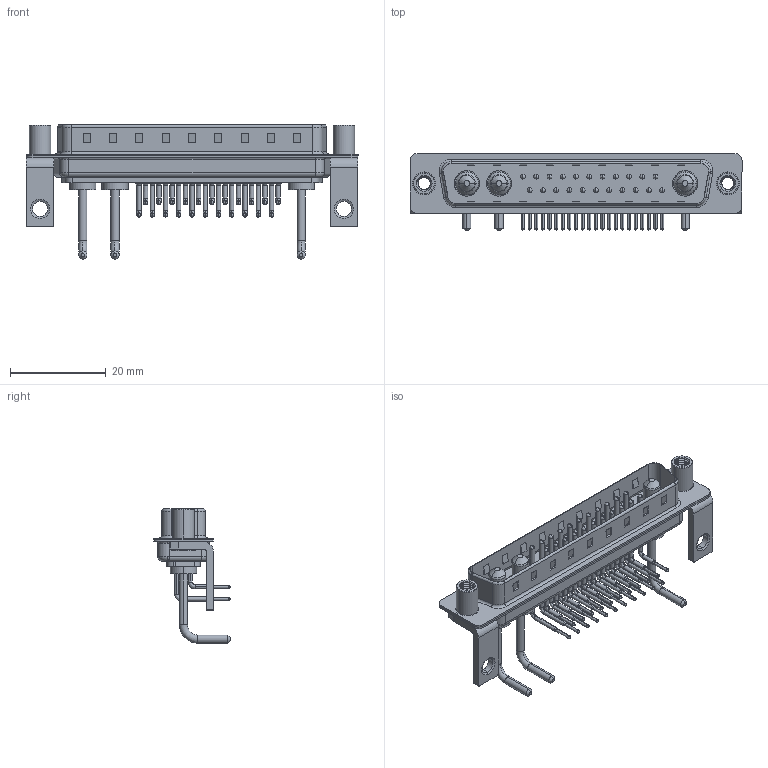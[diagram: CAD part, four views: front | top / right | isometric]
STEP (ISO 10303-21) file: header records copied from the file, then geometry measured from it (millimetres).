
FILE_DESCRIPTION (( 'STEP AP203' ), '1' );
FILE_NAME ('629-25W3650-1NE.STEP', '2022-05-16T09:52:01', ( '' ), ( '' ), 'SwSTEP 2.0', 'SolidWorks 2020', '' );
FILE_SCHEMA (( 'CONFIG_CONTROL_DESIGN' ));
Length unit declared in the file: millimetre
Products named in the file (9): Power Pin_Ext 10A RA; 629Combo Contact Row 2; 629-25W3650-1NE; 629Combo Shell Rear_37 Contacts; 629Combo Contact Row 1; 629Combo Threaded Standoff_D; 629Combo Stabilizer Bracket; 629Combo Housing_25W3; 629Combo Shell Front_37 Contacts
Assembly tree (32 placements, depth 2):
  629-25W3650-1NE
    629Combo Housing_25W3
    629Combo Shell Rear_37 Contacts
    629Combo Shell Front_37 Contacts
    629Combo Stabilizer Bracket  x2
    629Combo Threaded Standoff_D  x2
    Power Pin_Ext 10A RA  x3
    629Combo Contact Row 1  x11
    629Combo Contact Row 2  x11
Bounding box: 69.4 x 16.05 x 28.08 mm (x, y, z)
Volume: 4615.5 mm3; surface area: 11099 mm2
Topology: 35 solids, 35 shells, 3059 faces, 8445 edges, 5478 vertices
Faces by surface type: plane 1663, cylinder 1068, bspline 141, cone 125, torus 62
Entity records: 30334 total; most frequent: CARTESIAN_POINT 7130, DIRECTION 4677, ORIENTED_EDGE 4398, EDGE_CURVE 2199, AXIS2_PLACEMENT_3D 1692, VERTEX_POINT 1421, VECTOR 1293, LINE 1293
